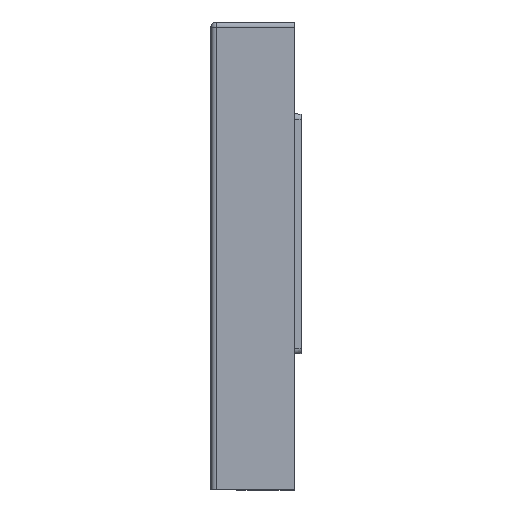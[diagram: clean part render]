
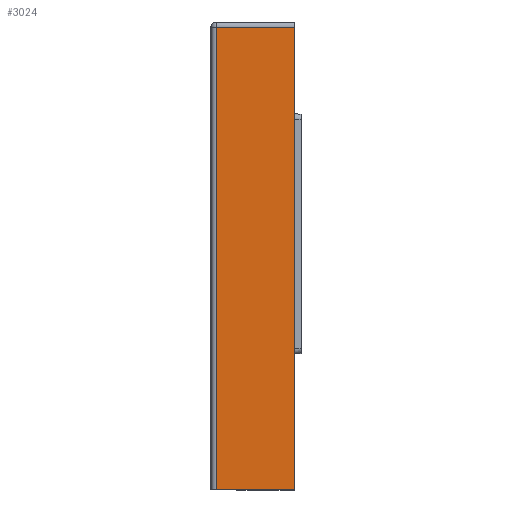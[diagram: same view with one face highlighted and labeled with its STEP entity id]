
A CAD part, left-side view. The second image highlights one B-rep face of the part: STEP entity #3024.
In plain terms, the highlighted planar face has unit normal (-1, 0.018, 0).
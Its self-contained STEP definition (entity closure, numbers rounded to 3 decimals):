
#330 = ORIENTED_EDGE ( 'NONE', *, *, #2778, .T. ) ;
#431 = LINE ( 'NONE', #1901, #2947 ) ;
#518 = VECTOR ( 'NONE', #3643, 1000. ) ;
#523 = CARTESIAN_POINT ( 'NONE',  ( -625., 0., -255. ) ) ;
#607 = CARTESIAN_POINT ( 'NONE',  ( -623.689, 75.087, -255. ) ) ;
#717 = LINE ( 'NONE', #2194, #518 ) ;
#901 = AXIS2_PLACEMENT_3D ( 'NONE', #4702, #1429, #2858 ) ;
#925 = LINE ( 'NONE', #2394, #1079 ) ;
#1079 = VECTOR ( 'NONE', #3854, 1000. ) ;
#1164 = VECTOR ( 'NONE', #2076, 1000. ) ;
#1429 = DIRECTION ( 'NONE',  ( 1., -0.017, 0. ) ) ;
#1575 = ORIENTED_EDGE ( 'NONE', *, *, #3078, .T. ) ;
#1789 = FACE_OUTER_BOUND ( 'NONE', #2001, .T. ) ;
#1901 = CARTESIAN_POINT ( 'NONE',  ( -625., 0., 0. ) ) ;
#1955 = VERTEX_POINT ( 'NONE', #523 ) ;
#2001 = EDGE_LOOP ( 'NONE', ( #330, #1575, #2839, #3560 ) ) ;
#2076 = DIRECTION ( 'NONE',  ( 0., 0., -1. ) ) ;
#2194 = CARTESIAN_POINT ( 'NONE',  ( -623.604, 80., 190. ) ) ;
#2292 = VERTEX_POINT ( 'NONE', #3749 ) ;
#2394 = CARTESIAN_POINT ( 'NONE',  ( -625.117, -6.698, -255. ) ) ;
#2428 = CARTESIAN_POINT ( 'NONE',  ( -623.689, 75.087, 190. ) ) ;
#2778 = EDGE_CURVE ( 'NONE', #1955, #2292, #431, .T. ) ;
#2839 = ORIENTED_EDGE ( 'NONE', *, *, #4403, .T. ) ;
#2858 = DIRECTION ( 'NONE',  ( 0.017, 1., 0. ) ) ;
#2947 = VECTOR ( 'NONE', #3346, 1000. ) ;
#3024 = ADVANCED_FACE ( 'NONE', ( #1789 ), #3223, .F. ) ;
#3078 = EDGE_CURVE ( 'NONE', #2292, #4400, #717, .T. ) ;
#3223 = PLANE ( 'NONE',  #901 ) ;
#3346 = DIRECTION ( 'NONE',  ( 0., 0., 1. ) ) ;
#3560 = ORIENTED_EDGE ( 'NONE', *, *, #3979, .T. ) ;
#3643 = DIRECTION ( 'NONE',  ( 0.017, 1., 0. ) ) ;
#3673 = VERTEX_POINT ( 'NONE', #4413 ) ;
#3749 = CARTESIAN_POINT ( 'NONE',  ( -625., 0., 190. ) ) ;
#3854 = DIRECTION ( 'NONE',  ( -0.017, -1., 0. ) ) ;
#3894 = LINE ( 'NONE', #607, #1164 ) ;
#3979 = EDGE_CURVE ( 'NONE', #3673, #1955, #925, .T. ) ;
#4400 = VERTEX_POINT ( 'NONE', #2428 ) ;
#4403 = EDGE_CURVE ( 'NONE', #4400, #3673, #3894, .T. ) ;
#4413 = CARTESIAN_POINT ( 'NONE',  ( -623.689, 75.087, -255. ) ) ;
#4702 = CARTESIAN_POINT ( 'NONE',  ( -625., 0., -461.069 ) ) ;
